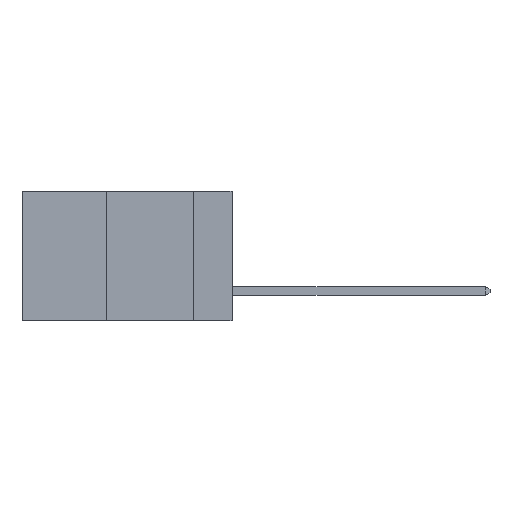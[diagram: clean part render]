
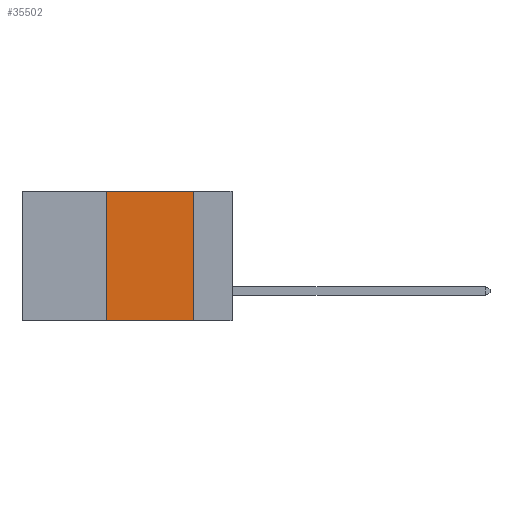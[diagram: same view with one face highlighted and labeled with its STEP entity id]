
A CAD part, left-side view. The second image highlights one B-rep face of the part: STEP entity #35502.
In plain terms, the highlighted planar face has unit normal (-1, 0, 0).
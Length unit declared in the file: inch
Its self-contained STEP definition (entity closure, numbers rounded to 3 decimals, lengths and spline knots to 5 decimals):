
#402 = AXIS2_PLACEMENT_3D ( 'NONE', #13208, #21529, #4813 ) ;
#1379 = CARTESIAN_POINT ( 'NONE',  ( 0., 0.6, 0. ) ) ;
#2728 = VECTOR ( 'NONE', #25261, 39.37008 ) ;
#3579 = EDGE_CURVE ( 'NONE', #15297, #26895, #4597, .T. ) ;
#4363 = VERTEX_POINT ( 'NONE', #15977 ) ;
#4597 = LINE ( 'NONE', #1379, #32317 ) ;
#4813 = DIRECTION ( 'NONE',  ( 0., 0., -1. ) ) ;
#5296 = ORIENTED_EDGE ( 'NONE', *, *, #3579, .F. ) ;
#7496 = LINE ( 'NONE', #15095, #36022 ) ;
#9452 = LINE ( 'NONE', #19868, #2728 ) ;
#12150 = CARTESIAN_POINT ( 'NONE',  ( 0., 0.36, -0.37 ) ) ;
#13208 = CARTESIAN_POINT ( 'NONE',  ( 0., 0.6, 0. ) ) ;
#14971 = CARTESIAN_POINT ( 'NONE',  ( 0., 0.36, 0. ) ) ;
#15095 = CARTESIAN_POINT ( 'NONE',  ( 0., 0.11, 0. ) ) ;
#15297 = VERTEX_POINT ( 'NONE', #14971 ) ;
#15977 = CARTESIAN_POINT ( 'NONE',  ( 0., 0.11, -0.37 ) ) ;
#16079 = VECTOR ( 'NONE', #16330, 39.37008 ) ;
#16330 = DIRECTION ( 'NONE',  ( 0., -1., 0. ) ) ;
#18952 = EDGE_LOOP ( 'NONE', ( #32996, #5296, #20991, #28278 ) ) ;
#19868 = CARTESIAN_POINT ( 'NONE',  ( 0., 0.36, 0. ) ) ;
#20991 = ORIENTED_EDGE ( 'NONE', *, *, #34525, .F. ) ;
#21402 = PLANE ( 'NONE',  #402 ) ;
#21529 = DIRECTION ( 'NONE',  ( 1., 0., 0. ) ) ;
#24482 = CARTESIAN_POINT ( 'NONE',  ( 0., 0.6, -0.37 ) ) ;
#25261 = DIRECTION ( 'NONE',  ( 0., 0., 1. ) ) ;
#26895 = VERTEX_POINT ( 'NONE', #35538 ) ;
#28278 = ORIENTED_EDGE ( 'NONE', *, *, #33687, .T. ) ;
#30352 = EDGE_CURVE ( 'NONE', #26895, #4363, #7496, .T. ) ;
#30659 = LINE ( 'NONE', #24482, #16079 ) ;
#30905 = VERTEX_POINT ( 'NONE', #12150 ) ;
#31545 = DIRECTION ( 'NONE',  ( 0., 0., -1. ) ) ;
#32080 = DIRECTION ( 'NONE',  ( 0., -1., 0. ) ) ;
#32317 = VECTOR ( 'NONE', #32080, 39.37008 ) ;
#32996 = ORIENTED_EDGE ( 'NONE', *, *, #30352, .F. ) ;
#33687 = EDGE_CURVE ( 'NONE', #30905, #4363, #30659, .T. ) ;
#34525 = EDGE_CURVE ( 'NONE', #30905, #15297, #9452, .T. ) ;
#35241 = FACE_OUTER_BOUND ( 'NONE', #18952, .T. ) ;
#35502 = ADVANCED_FACE ( 'NONE', ( #35241 ), #21402, .F. ) ;
#35538 = CARTESIAN_POINT ( 'NONE',  ( 0., 0.11, 0. ) ) ;
#36022 = VECTOR ( 'NONE', #31545, 39.37008 ) ;
